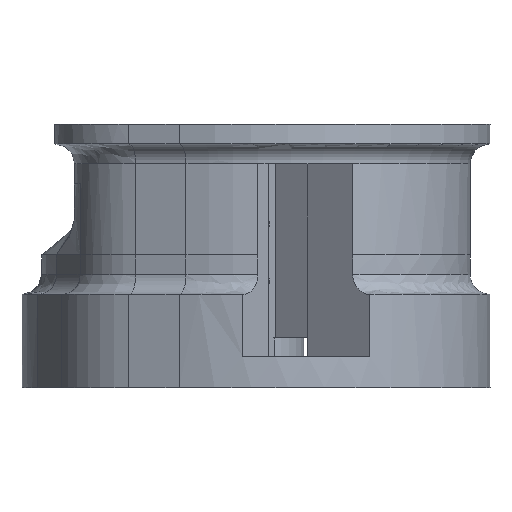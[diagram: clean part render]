
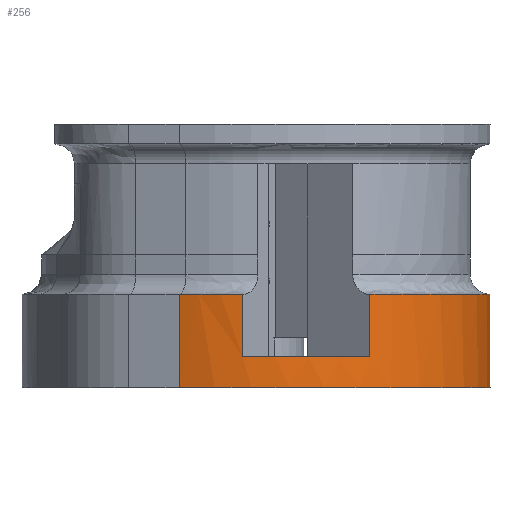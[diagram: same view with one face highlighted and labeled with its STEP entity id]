
A CAD part, front view. The second image highlights one B-rep face of the part: STEP entity #256.
In plain terms, the highlighted cylindrical face has radius 18.516 mm (diameter 37.032 mm), a partial arc.
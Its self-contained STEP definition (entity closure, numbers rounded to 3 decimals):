
#80 = LINE ( 'NONE', #1895, #1271 ) ;
#86 = CARTESIAN_POINT ( 'NONE',  ( 1.079, -21.508, -8.906 ) ) ;
#113 = DIRECTION ( 'NONE',  ( 0., 0., 1. ) ) ;
#139 = DIRECTION ( 'NONE',  ( 0., 0., 1. ) ) ;
#256 = ADVANCED_FACE ( 'NONE', ( #2714 ), #4867, .T. ) ;
#312 =( BOUNDED_CURVE ( )  B_SPLINE_CURVE ( 3, ( #86, #3579, #3661, #5045 ),
 .UNSPECIFIED., .F., .T. ) 
 B_SPLINE_CURVE_WITH_KNOTS ( ( 4, 4 ),
 ( 0.031, 0.036 ),
 .UNSPECIFIED. ) 
 CURVE ( )  GEOMETRIC_REPRESENTATION_ITEM ( )  RATIONAL_B_SPLINE_CURVE ( ( 0.884, 0.915, 0.954, 1. ) ) 
 REPRESENTATION_ITEM ( '' )  );
#320 = EDGE_CURVE ( 'NONE', #4223, #4216, #3095, .T. ) ;
#333 = EDGE_CURVE ( 'NONE', #3211, #4223, #590, .T. ) ;
#397 = VECTOR ( 'NONE', #4679, 1000. ) ;
#451 = AXIS2_PLACEMENT_3D ( 'NONE', #3534, #4906, #3504 ) ;
#480 = CARTESIAN_POINT ( 'NONE',  ( 1.079, -21.508, -13.906 ) ) ;
#567 = ORIENTED_EDGE ( 'NONE', *, *, #5464, .F. ) ;
#590 = CIRCLE ( 'NONE', #1890, 18.516 ) ;
#696 = CARTESIAN_POINT ( 'NONE',  ( 11.287, -19.295, -8.906 ) ) ;
#838 = CARTESIAN_POINT ( 'NONE',  ( 11.287, -19.295, -8.906 ) ) ;
#860 = DIRECTION ( 'NONE',  ( 0., 0., 1. ) ) ;
#885 = VECTOR ( 'NONE', #4122, 1000. ) ;
#887 = CARTESIAN_POINT ( 'NONE',  ( 11.287, -19.295, -16.406 ) ) ;
#1028 = ORIENTED_EDGE ( 'NONE', *, *, #4080, .T. ) ;
#1149 = ORIENTED_EDGE ( 'NONE', *, *, #5205, .T. ) ;
#1217 = CARTESIAN_POINT ( 'NONE',  ( 20.937, -9.681, -8.906 ) ) ;
#1271 = VECTOR ( 'NONE', #139, 1000. ) ;
#1496 = ORIENTED_EDGE ( 'NONE', *, *, #1566, .T. ) ;
#1537 = DIRECTION ( 'NONE',  ( 0., 0., 1. ) ) ;
#1566 = EDGE_CURVE ( 'NONE', #3426, #5043, #312, .T. ) ;
#1589 =( BOUNDED_CURVE ( )  B_SPLINE_CURVE ( 3, ( #3937, #1217, #2281, #838 ),
 .UNSPECIFIED., .F., .T. ) 
 B_SPLINE_CURVE_WITH_KNOTS ( ( 4, 4 ),
 ( 0., 0.02 ),
 .UNSPECIFIED. ) 
 CURVE ( )  GEOMETRIC_REPRESENTATION_ITEM ( )  RATIONAL_B_SPLINE_CURVE ( ( 1., 0.842, 0.771, 0.788 ) ) 
 REPRESENTATION_ITEM ( '' )  );
#1890 = AXIS2_PLACEMENT_3D ( 'NONE', #5258, #113, #2337 ) ;
#1895 = CARTESIAN_POINT ( 'NONE',  ( 1.079, -21.508, -16.406 ) ) ;
#2013 = VERTEX_POINT ( 'NONE', #3942 ) ;
#2191 = CARTESIAN_POINT ( 'NONE',  ( 20.937, -3.04, -16.406 ) ) ;
#2253 = CARTESIAN_POINT ( 'NONE',  ( 2.42, -3.04, -16.406 ) ) ;
#2281 = CARTESIAN_POINT ( 'NONE',  ( 17.652, -15.823, -8.906 ) ) ;
#2337 = DIRECTION ( 'NONE',  ( 0., 1., 0. ) ) ;
#2358 = LINE ( 'NONE', #4181, #885 ) ;
#2520 = EDGE_LOOP ( 'NONE', ( #2658, #3618, #3849, #1496, #567, #1149, #1028, #5420 ) ) ;
#2598 = CIRCLE ( 'NONE', #451, 18.516 ) ;
#2658 = ORIENTED_EDGE ( 'NONE', *, *, #320, .F. ) ;
#2714 = FACE_OUTER_BOUND ( 'NONE', #2520, .T. ) ;
#2869 = CARTESIAN_POINT ( 'NONE',  ( 1.079, -21.508, -8.906 ) ) ;
#2911 = AXIS2_PLACEMENT_3D ( 'NONE', #2253, #860, #4424 ) ;
#3000 = CARTESIAN_POINT ( 'NONE',  ( 20.937, -3.04, -8.906 ) ) ;
#3095 = LINE ( 'NONE', #887, #397 ) ;
#3211 = VERTEX_POINT ( 'NONE', #480 ) ;
#3426 = VERTEX_POINT ( 'NONE', #2869 ) ;
#3504 = DIRECTION ( 'NONE',  ( -1., 0., 0. ) ) ;
#3534 = CARTESIAN_POINT ( 'NONE',  ( 2.42, -3.04, -16.406 ) ) ;
#3579 = CARTESIAN_POINT ( 'NONE',  ( -0.709, -21.378, -8.906 ) ) ;
#3618 = ORIENTED_EDGE ( 'NONE', *, *, #333, .F. ) ;
#3661 = CARTESIAN_POINT ( 'NONE',  ( -2.424, -20.994, -8.906 ) ) ;
#3770 = VERTEX_POINT ( 'NONE', #3000 ) ;
#3787 = VECTOR ( 'NONE', #1537, 1000. ) ;
#3837 = LINE ( 'NONE', #4249, #3787 ) ;
#3849 = ORIENTED_EDGE ( 'NONE', *, *, #4120, .T. ) ;
#3937 = CARTESIAN_POINT ( 'NONE',  ( 20.937, -3.04, -8.906 ) ) ;
#3942 = CARTESIAN_POINT ( 'NONE',  ( -4.036, -20.394, -16.406 ) ) ;
#3947 = CARTESIAN_POINT ( 'NONE',  ( -4.036, -20.394, -8.906 ) ) ;
#3999 = CARTESIAN_POINT ( 'NONE',  ( 11.287, -19.295, -13.906 ) ) ;
#4080 = EDGE_CURVE ( 'NONE', #4653, #3770, #2358, .T. ) ;
#4120 = EDGE_CURVE ( 'NONE', #3211, #3426, #80, .T. ) ;
#4122 = DIRECTION ( 'NONE',  ( 0., 0., 1. ) ) ;
#4181 = CARTESIAN_POINT ( 'NONE',  ( 20.937, -3.04, -16.406 ) ) ;
#4216 = VERTEX_POINT ( 'NONE', #696 ) ;
#4223 = VERTEX_POINT ( 'NONE', #3999 ) ;
#4249 = CARTESIAN_POINT ( 'NONE',  ( -4.036, -20.394, -16.406 ) ) ;
#4387 = EDGE_CURVE ( 'NONE', #3770, #4216, #1589, .T. ) ;
#4424 = DIRECTION ( 'NONE',  ( 1., 0., 0. ) ) ;
#4653 = VERTEX_POINT ( 'NONE', #2191 ) ;
#4679 = DIRECTION ( 'NONE',  ( 0., 0., 1. ) ) ;
#4867 = CYLINDRICAL_SURFACE ( 'NONE', #2911, 18.516 ) ;
#4906 = DIRECTION ( 'NONE',  ( 0., 0., 1. ) ) ;
#5043 = VERTEX_POINT ( 'NONE', #3947 ) ;
#5045 = CARTESIAN_POINT ( 'NONE',  ( -4.036, -20.394, -8.906 ) ) ;
#5205 = EDGE_CURVE ( 'NONE', #2013, #4653, #2598, .T. ) ;
#5258 = CARTESIAN_POINT ( 'NONE',  ( 2.42, -3.04, -13.906 ) ) ;
#5420 = ORIENTED_EDGE ( 'NONE', *, *, #4387, .T. ) ;
#5464 = EDGE_CURVE ( 'NONE', #2013, #5043, #3837, .T. ) ;
